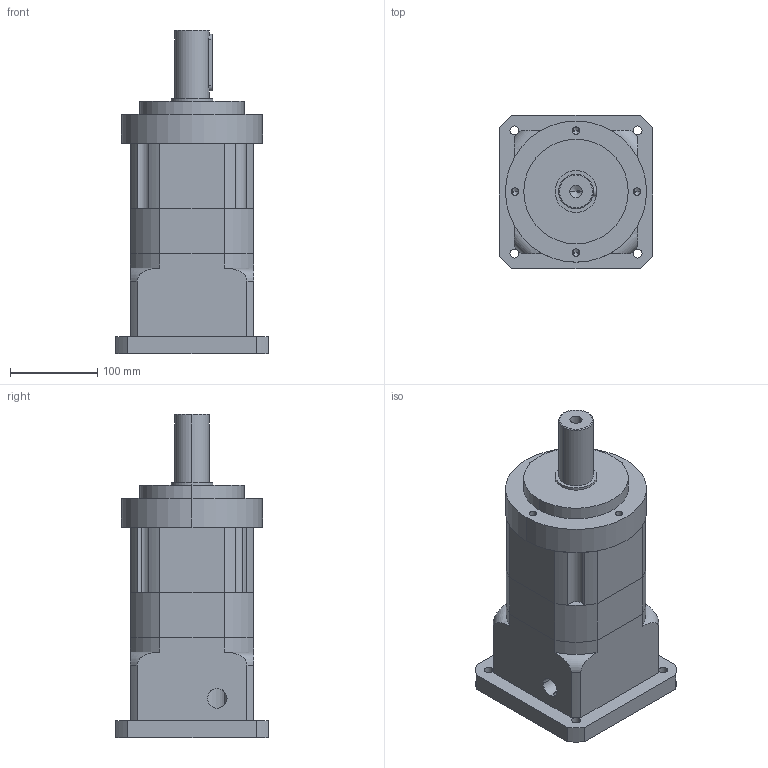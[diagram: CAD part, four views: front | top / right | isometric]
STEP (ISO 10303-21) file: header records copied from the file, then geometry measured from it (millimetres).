
FILE_DESCRIPTION (( 'STEP AP214' ), '1' );
FILE_NAME ('DML150-L2-XX-42-114.3-200-M12_2019.STEP', '2019-09-24T09:31:07', ( 'Y' ), ( 'NCU' ), 'SwSTEP 2.0', 'SolidWorks 2016', '' );
FILE_SCHEMA (( 'AUTOMOTIVE_DESIGN' ));
Length unit declared in the file: millimetre
Products named in the file (1): DML150-L2-XX-42-114.3-200-M12_2019
Bounding box: 176 x 176 x 372 mm (x, y, z)
Volume: 5218379.2 mm3; surface area: 445112.3 mm2
Topology: 4 solids, 14 shells, 384 faces, 889 edges, 566 vertices
Faces by surface type: plane 177, cylinder 159, cone 42, torus 6
Entity records: 13185 total; most frequent: CARTESIAN_POINT 2622, DIRECTION 1964, ORIENTED_EDGE 1742, EDGE_CURVE 871, AXIS2_PLACEMENT_3D 736, VERTEX_POINT 566, VECTOR 492, LINE 492
